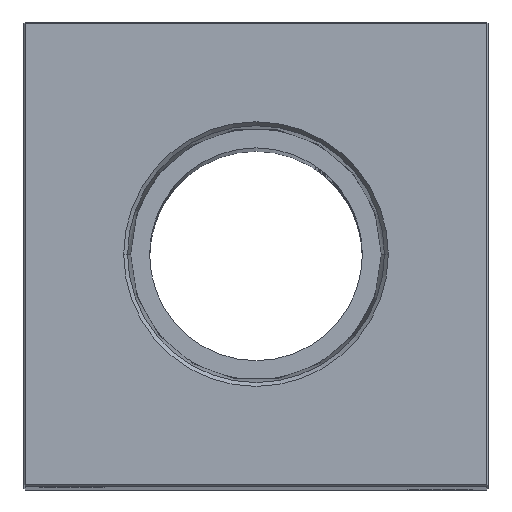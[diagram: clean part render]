
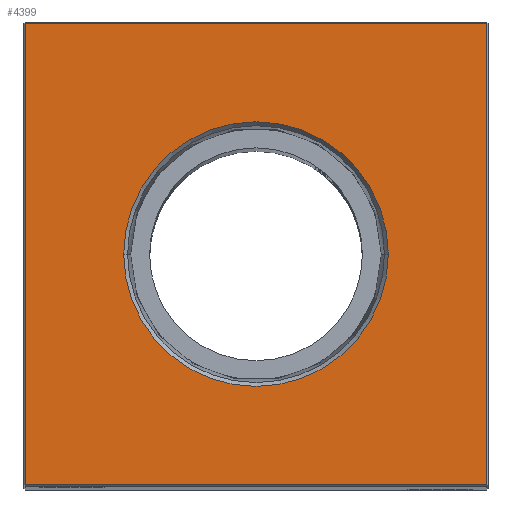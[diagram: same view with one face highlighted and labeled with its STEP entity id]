
A CAD part, top view. The second image highlights one B-rep face of the part: STEP entity #4399.
In plain terms, the highlighted planar face has unit normal (0, 0, 1).
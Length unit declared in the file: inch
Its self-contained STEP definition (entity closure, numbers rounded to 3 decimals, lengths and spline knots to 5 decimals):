
#103 = CARTESIAN_POINT ( 'NONE',  ( 0., 1.49, 14. ) ) ;
#178 = EDGE_LOOP ( 'NONE', ( #25154, #30470 ) ) ;
#549 = CARTESIAN_POINT ( 'NONE',  ( 0.85498, 0., 14. ) ) ;
#1164 = LINE ( 'NONE', #11120, #29039 ) ;
#1514 = VERTEX_POINT ( 'NONE', #20528 ) ;
#1924 = VERTEX_POINT ( 'NONE', #6810 ) ;
#2058 = FACE_BOUND ( 'NONE', #178, .T. ) ;
#2377 = DIRECTION ( 'NONE',  ( -1., 0., 0. ) ) ;
#3711 = CARTESIAN_POINT ( 'NONE',  ( 1.49, -1.49, 14. ) ) ;
#3813 = LINE ( 'NONE', #13770, #6540 ) ;
#4399 = ADVANCED_FACE ( 'NONE', ( #24836, #2058 ), #12007, .F. ) ;
#6220 = AXIS2_PLACEMENT_3D ( 'NONE', #29640, #6629, #16691 ) ;
#6300 = VERTEX_POINT ( 'NONE', #549 ) ;
#6540 = VECTOR ( 'NONE', #24093, 39.37008 ) ;
#6600 = CARTESIAN_POINT ( 'NONE',  ( 1.49, 0., 14. ) ) ;
#6629 = DIRECTION ( 'NONE',  ( 0., 0., 1. ) ) ;
#6810 = CARTESIAN_POINT ( 'NONE',  ( -0.85498, 0., 14. ) ) ;
#7102 = ORIENTED_EDGE ( 'NONE', *, *, #15671, .T. ) ;
#7190 = CIRCLE ( 'NONE', #25910, 0.85498 ) ;
#8101 = CARTESIAN_POINT ( 'NONE',  ( 0., 0., 14. ) ) ;
#9711 = ORIENTED_EDGE ( 'NONE', *, *, #27332, .T. ) ;
#10034 = DIRECTION ( 'NONE',  ( -1., 0., 0. ) ) ;
#11120 = CARTESIAN_POINT ( 'NONE',  ( 0., -1.49, 14. ) ) ;
#12007 = PLANE ( 'NONE',  #24723 ) ;
#12137 = ORIENTED_EDGE ( 'NONE', *, *, #17747, .T. ) ;
#13690 = CARTESIAN_POINT ( 'NONE',  ( -1.49, 1.49, 14. ) ) ;
#13770 = CARTESIAN_POINT ( 'NONE',  ( -1.49, 0., 14. ) ) ;
#14430 = VERTEX_POINT ( 'NONE', #13690 ) ;
#14812 = CARTESIAN_POINT ( 'NONE',  ( 0., 0., 14. ) ) ;
#15405 = EDGE_CURVE ( 'NONE', #14430, #19508, #3813, .T. ) ;
#15671 = EDGE_CURVE ( 'NONE', #19508, #24256, #1164, .T. ) ;
#16660 = DIRECTION ( 'NONE',  ( 0., 1., 0. ) ) ;
#16691 = DIRECTION ( 'NONE',  ( 1., 0., 0. ) ) ;
#17123 = EDGE_LOOP ( 'NONE', ( #27372, #7102, #12137, #9711 ) ) ;
#17747 = EDGE_CURVE ( 'NONE', #24256, #1514, #29602, .T. ) ;
#18180 = DIRECTION ( 'NONE',  ( 0., 0., 1. ) ) ;
#19508 = VERTEX_POINT ( 'NONE', #31923 ) ;
#20507 = CIRCLE ( 'NONE', #6220, 0.85498 ) ;
#20528 = CARTESIAN_POINT ( 'NONE',  ( 1.49, 1.49, 14. ) ) ;
#20593 = VECTOR ( 'NONE', #16660, 39.37008 ) ;
#21350 = DIRECTION ( 'NONE',  ( 1., 0., 0. ) ) ;
#22745 = LINE ( 'NONE', #103, #24126 ) ;
#24093 = DIRECTION ( 'NONE',  ( 0., -1., 0. ) ) ;
#24126 = VECTOR ( 'NONE', #10034, 39.37008 ) ;
#24256 = VERTEX_POINT ( 'NONE', #3711 ) ;
#24723 = AXIS2_PLACEMENT_3D ( 'NONE', #14812, #25170, #2377 ) ;
#24836 = FACE_OUTER_BOUND ( 'NONE', #17123, .T. ) ;
#25154 = ORIENTED_EDGE ( 'NONE', *, *, #32338, .F. ) ;
#25170 = DIRECTION ( 'NONE',  ( 0., 0., -1. ) ) ;
#25910 = AXIS2_PLACEMENT_3D ( 'NONE', #8101, #18180, #28575 ) ;
#27332 = EDGE_CURVE ( 'NONE', #1514, #14430, #22745, .T. ) ;
#27372 = ORIENTED_EDGE ( 'NONE', *, *, #15405, .T. ) ;
#28575 = DIRECTION ( 'NONE',  ( 1., 0., 0. ) ) ;
#29039 = VECTOR ( 'NONE', #21350, 39.37008 ) ;
#29602 = LINE ( 'NONE', #6600, #20593 ) ;
#29640 = CARTESIAN_POINT ( 'NONE',  ( 0., 0., 14. ) ) ;
#29767 = EDGE_CURVE ( 'NONE', #1924, #6300, #20507, .T. ) ;
#30470 = ORIENTED_EDGE ( 'NONE', *, *, #29767, .F. ) ;
#31923 = CARTESIAN_POINT ( 'NONE',  ( -1.49, -1.49, 14. ) ) ;
#32338 = EDGE_CURVE ( 'NONE', #6300, #1924, #7190, .T. ) ;
